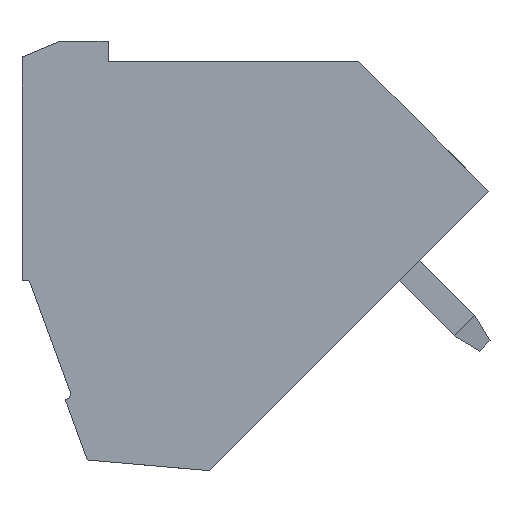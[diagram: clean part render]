
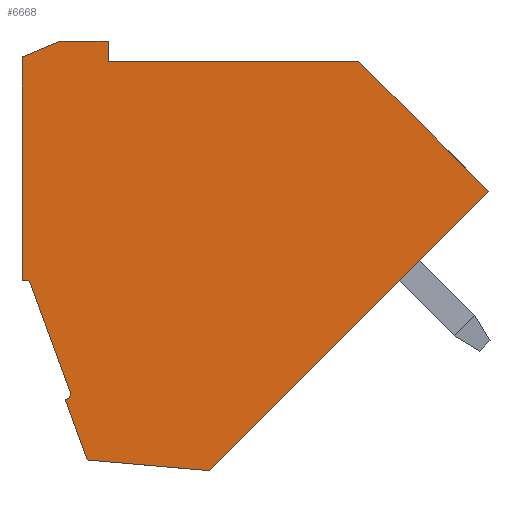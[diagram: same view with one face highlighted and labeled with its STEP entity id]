
A CAD part, left-side view. The second image highlights one B-rep face of the part: STEP entity #6668.
In plain terms, the highlighted planar face has unit normal (-1, 0, 0).
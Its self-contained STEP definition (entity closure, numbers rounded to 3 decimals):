
#97=DIRECTION('',(0.,0.707,0.707));
#98=VECTOR('',#97,6.4);
#99=CARTESIAN_POINT('',(-31.,-4.525,-4.525));
#100=LINE('',#99,#98);
#133=DIRECTION('',(0.,-0.996,-0.087));
#134=VECTOR('',#133,4.274);
#135=CARTESIAN_POINT('',(-31.,9.457,-13.877));
#136=LINE('',#135,#134);
#165=DIRECTION('',(0.,0.707,-0.707));
#166=VECTOR('',#165,13.753);
#167=CARTESIAN_POINT('',(-31.,-4.525,-4.525));
#168=LINE('',#167,#166);
#169=DIRECTION('',(0.,0.,-1.));
#170=VECTOR('',#169,7.773);
#171=CARTESIAN_POINT('',(-31.,11.725,0.155));
#172=LINE('',#171,#170);
#254=DIRECTION('',(0.,1.,0.));
#255=VECTOR('',#254,0.115);
#256=CARTESIAN_POINT('',(-31.,11.609,-7.619));
#257=LINE('',#256,#255);
#271=CARTESIAN_POINT('',(-31.,11.609,-7.819));
#272=DIRECTION('',(1.,0.,0.));
#273=DIRECTION('',(0.,0.,1.));
#274=AXIS2_PLACEMENT_3D('',#271,#272,#273);
#284=DIRECTION('',(0.,0.342,0.94));
#285=VECTOR('',#284,4.);
#286=CARTESIAN_POINT('',(-31.,10.053,-11.509));
#287=LINE('',#286,#285);
#297=CARTESIAN_POINT('',(-31.,10.241,-11.577));
#298=DIRECTION('',(1.,0.,0.));
#299=DIRECTION('',(0.,-0.94,0.342));
#300=AXIS2_PLACEMENT_3D('',#297,#298,#299);
#310=DIRECTION('',(0.,-0.94,0.342));
#311=VECTOR('',#310,0.05);
#312=CARTESIAN_POINT('',(-31.,10.22,-11.782));
#313=LINE('',#312,#311);
#322=DIRECTION('',(0.,0.342,0.94));
#323=VECTOR('',#322,2.23);
#324=CARTESIAN_POINT('',(-31.,9.457,-13.877));
#325=LINE('',#324,#323);
#2297=DIRECTION('',(0.,-1.,0.));
#2298=VECTOR('',#2297,1.7);
#2299=CARTESIAN_POINT('',(-31.,10.425,0.7));
#2300=LINE('',#2299,#2298);
#2349=DIRECTION('',(0.,0.,-1.));
#2350=VECTOR('',#2349,0.7);
#2351=CARTESIAN_POINT('',(-31.,8.725,0.7));
#2352=LINE('',#2351,#2350);
#2361=DIRECTION('',(0.,-1.,0.));
#2362=VECTOR('',#2361,8.725);
#2363=CARTESIAN_POINT('',(-31.,8.725,0.));
#2364=LINE('',#2363,#2362);
#2369=DIRECTION('',(0.,-0.922,0.387));
#2370=VECTOR('',#2369,1.41);
#2371=CARTESIAN_POINT('',(-31.,11.725,0.155));
#2372=LINE('',#2371,#2370);
#6454=CARTESIAN_POINT('',(-31.,11.725,0.155));
#6455=CARTESIAN_POINT('',(-31.,10.425,0.7));
#6456=VERTEX_POINT('',#6454);
#6457=VERTEX_POINT('',#6455);
#6458=CARTESIAN_POINT('',(-31.,8.725,0.7));
#6459=VERTEX_POINT('',#6458);
#6460=CARTESIAN_POINT('',(-31.,8.725,0.));
#6461=VERTEX_POINT('',#6460);
#6462=CARTESIAN_POINT('',(-31.,0.,0.));
#6463=VERTEX_POINT('',#6462);
#6464=CARTESIAN_POINT('',(-31.,9.457,-13.877));
#6465=CARTESIAN_POINT('',(-31.,10.22,-11.782));
#6466=VERTEX_POINT('',#6464);
#6467=VERTEX_POINT('',#6465);
#6468=CARTESIAN_POINT('',(-31.,10.173,-11.765));
#6469=VERTEX_POINT('',#6468);
#6470=CARTESIAN_POINT('',(-31.,10.053,-11.509));
#6471=VERTEX_POINT('',#6470);
#6472=CARTESIAN_POINT('',(-31.,11.421,-7.75));
#6473=VERTEX_POINT('',#6472);
#6474=CARTESIAN_POINT('',(-31.,11.609,-7.619));
#6475=VERTEX_POINT('',#6474);
#6476=CARTESIAN_POINT('',(-31.,11.725,-7.619));
#6477=VERTEX_POINT('',#6476);
#6506=CARTESIAN_POINT('',(-31.,-4.525,-4.525));
#6507=CARTESIAN_POINT('',(-31.,5.199,-14.25));
#6508=VERTEX_POINT('',#6506);
#6509=VERTEX_POINT('',#6507);
#6636=CARTESIAN_POINT('',(-31.,0.,0.));
#6637=DIRECTION('',(-1.,0.,0.));
#6638=DIRECTION('',(0.,-1.,0.));
#6639=AXIS2_PLACEMENT_3D('',#6636,#6637,#6638);
#6640=PLANE('',#6639);
#6642=ORIENTED_EDGE('',*,*,#6641,.F.);
#6644=ORIENTED_EDGE('',*,*,#6643,.T.);
#6646=ORIENTED_EDGE('',*,*,#6645,.T.);
#6648=ORIENTED_EDGE('',*,*,#6647,.T.);
#6650=ORIENTED_EDGE('',*,*,#6649,.T.);
#6651=ORIENTED_EDGE('',*,*,#6517,.F.);
#6652=ORIENTED_EDGE('',*,*,#6573,.T.);
#6653=ORIENTED_EDGE('',*,*,#6586,.F.);
#6655=ORIENTED_EDGE('',*,*,#6654,.T.);
#6657=ORIENTED_EDGE('',*,*,#6656,.T.);
#6659=ORIENTED_EDGE('',*,*,#6658,.F.);
#6661=ORIENTED_EDGE('',*,*,#6660,.T.);
#6663=ORIENTED_EDGE('',*,*,#6662,.F.);
#6665=ORIENTED_EDGE('',*,*,#6664,.T.);
#6666=EDGE_LOOP('',(#6642,#6644,#6646,#6648,#6650,#6651,#6652,#6653,#6655,#6657,
#6659,#6661,#6663,#6665));
#6667=FACE_OUTER_BOUND('',#6666,.F.);
#6668=ADVANCED_FACE('',(#6667),#6640,.T.);
#275=CIRCLE('',#274,0.2);
#301=CIRCLE('',#300,0.2);
#6517=EDGE_CURVE('',#6508,#6463,#100,.T.);
#6573=EDGE_CURVE('',#6508,#6509,#168,.T.);
#6586=EDGE_CURVE('',#6466,#6509,#136,.T.);
#6641=EDGE_CURVE('',#6456,#6477,#172,.T.);
#6643=EDGE_CURVE('',#6456,#6457,#2372,.T.);
#6645=EDGE_CURVE('',#6457,#6459,#2300,.T.);
#6647=EDGE_CURVE('',#6459,#6461,#2352,.T.);
#6649=EDGE_CURVE('',#6461,#6463,#2364,.T.);
#6654=EDGE_CURVE('',#6466,#6467,#325,.T.);
#6656=EDGE_CURVE('',#6467,#6469,#313,.T.);
#6658=EDGE_CURVE('',#6471,#6469,#301,.T.);
#6660=EDGE_CURVE('',#6471,#6473,#287,.T.);
#6662=EDGE_CURVE('',#6475,#6473,#275,.T.);
#6664=EDGE_CURVE('',#6475,#6477,#257,.T.);
